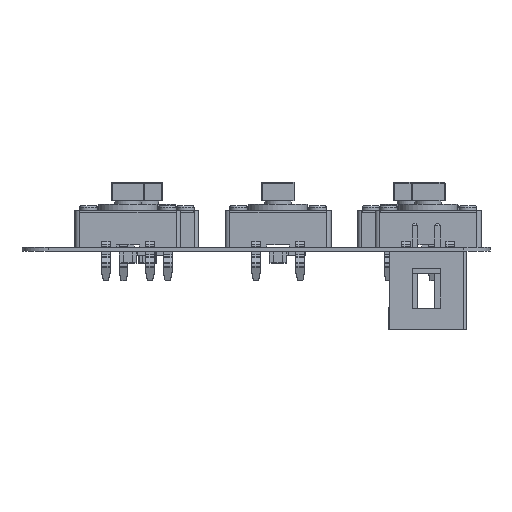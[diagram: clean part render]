
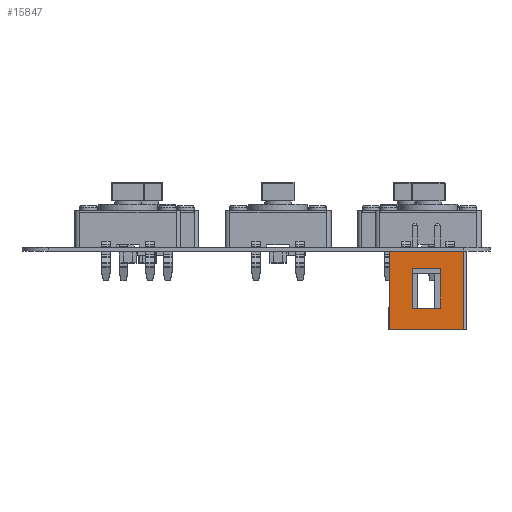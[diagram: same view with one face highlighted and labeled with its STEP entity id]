
A CAD part, front view. The second image highlights one B-rep face of the part: STEP entity #15847.
In plain terms, the highlighted face is planar.
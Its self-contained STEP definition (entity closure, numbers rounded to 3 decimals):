
#15618 = VERTEX_POINT('',#15619);
#15619 = CARTESIAN_POINT('',(0.,0.,8.89));
#15625 = EDGE_CURVE('',#15626,#15618,#15628,.T.);
#15626 = VERTEX_POINT('',#15627);
#15627 = CARTESIAN_POINT('',(0.,0.,0.));
#15628 = LINE('',#15629,#15630);
#15629 = CARTESIAN_POINT('',(0.,0.,0.));
#15630 = VECTOR('',#15631,1.);
#15631 = DIRECTION('',(0.,0.,1.));
#15745 = VERTEX_POINT('',#15746);
#15746 = CARTESIAN_POINT('',(0.,8.382,8.89));
#15752 = EDGE_CURVE('',#15618,#15745,#15753,.T.);
#15753 = LINE('',#15754,#15755);
#15754 = CARTESIAN_POINT('',(0.,4.191,8.89));
#15755 = VECTOR('',#15756,1.);
#15756 = DIRECTION('',(0.,1.,0.));
#15847 = ADVANCED_FACE('',(#15848,#15882),#15900,.T.);
#15848 = FACE_BOUND('',#15849,.T.);
#15849 = EDGE_LOOP('',(#15850,#15860,#15868,#15876));
#15850 = ORIENTED_EDGE('',*,*,#15851,.F.);
#15851 = EDGE_CURVE('',#15852,#15854,#15856,.T.);
#15852 = VERTEX_POINT('',#15853);
#15853 = CARTESIAN_POINT('',(0.,5.791,1.956));
#15854 = VERTEX_POINT('',#15855);
#15855 = CARTESIAN_POINT('',(0.,2.591,1.956));
#15856 = LINE('',#15857,#15858);
#15857 = CARTESIAN_POINT('',(0.,5.791,1.956));
#15858 = VECTOR('',#15859,1.);
#15859 = DIRECTION('',(0.,-1.,0.));
#15860 = ORIENTED_EDGE('',*,*,#15861,.T.);
#15861 = EDGE_CURVE('',#15852,#15862,#15864,.T.);
#15862 = VERTEX_POINT('',#15863);
#15863 = CARTESIAN_POINT('',(0.,5.791,6.477));
#15864 = LINE('',#15865,#15866);
#15865 = CARTESIAN_POINT('',(0.,5.791,1.956));
#15866 = VECTOR('',#15867,1.);
#15867 = DIRECTION('',(0.,0.,1.));
#15868 = ORIENTED_EDGE('',*,*,#15869,.T.);
#15869 = EDGE_CURVE('',#15862,#15870,#15872,.T.);
#15870 = VERTEX_POINT('',#15871);
#15871 = CARTESIAN_POINT('',(0.,2.591,6.477));
#15872 = LINE('',#15873,#15874);
#15873 = CARTESIAN_POINT('',(0.,5.791,6.477));
#15874 = VECTOR('',#15875,1.);
#15875 = DIRECTION('',(0.,-1.,0.));
#15876 = ORIENTED_EDGE('',*,*,#15877,.F.);
#15877 = EDGE_CURVE('',#15854,#15870,#15878,.T.);
#15878 = LINE('',#15879,#15880);
#15879 = CARTESIAN_POINT('',(0.,2.591,1.956));
#15880 = VECTOR('',#15881,1.);
#15881 = DIRECTION('',(0.,0.,1.));
#15882 = FACE_BOUND('',#15883,.T.);
#15883 = EDGE_LOOP('',(#15884,#15885,#15886,#15894));
#15884 = ORIENTED_EDGE('',*,*,#15625,.T.);
#15885 = ORIENTED_EDGE('',*,*,#15752,.T.);
#15886 = ORIENTED_EDGE('',*,*,#15887,.F.);
#15887 = EDGE_CURVE('',#15888,#15745,#15890,.T.);
#15888 = VERTEX_POINT('',#15889);
#15889 = CARTESIAN_POINT('',(0.,8.382,0.));
#15890 = LINE('',#15891,#15892);
#15891 = CARTESIAN_POINT('',(0.,8.382,0.));
#15892 = VECTOR('',#15893,1.);
#15893 = DIRECTION('',(0.,0.,1.));
#15894 = ORIENTED_EDGE('',*,*,#15895,.T.);
#15895 = EDGE_CURVE('',#15888,#15626,#15896,.T.);
#15896 = LINE('',#15897,#15898);
#15897 = CARTESIAN_POINT('',(0.,4.191,0.));
#15898 = VECTOR('',#15899,1.);
#15899 = DIRECTION('',(0.,-1.,0.));
#15900 = PLANE('',#15901);
#15901 = AXIS2_PLACEMENT_3D('',#15902,#15903,#15904);
#15902 = CARTESIAN_POINT('',(0.,4.191,0.));
#15903 = DIRECTION('',(-1.,0.,0.));
#15904 = DIRECTION('',(0.,0.,1.));
